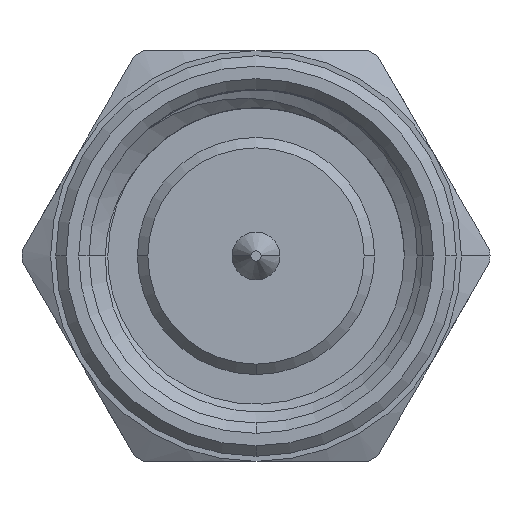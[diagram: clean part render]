
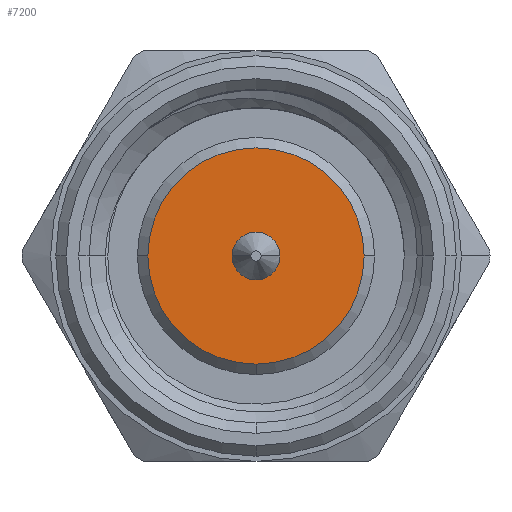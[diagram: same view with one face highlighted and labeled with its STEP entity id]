
A CAD part, left-side view. The second image highlights one B-rep face of the part: STEP entity #7200.
In plain terms, the highlighted planar face has unit normal (-1, 0, 0).
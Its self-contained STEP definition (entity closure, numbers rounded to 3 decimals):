
#12 = CARTESIAN_POINT ( 'NONE',  ( 3.15, -0.46, 0. ) ) ;
#79 = DIRECTION ( 'NONE',  ( 1., 0., 0. ) ) ;
#147 = FACE_OUTER_BOUND ( 'NONE', #542, .T. ) ;
#194 = PLANE ( 'NONE',  #1731 ) ;
#203 = AXIS2_PLACEMENT_3D ( 'NONE', #8137, #4969, #2048 ) ;
#542 = EDGE_LOOP ( 'NONE', ( #4118, #3773, #6002 ) ) ;
#600 = CARTESIAN_POINT ( 'NONE',  ( 3.15, 0., 0. ) ) ;
#772 = CARTESIAN_POINT ( 'NONE',  ( 3.15, 2.08, 0. ) ) ;
#783 = CARTESIAN_POINT ( 'NONE',  ( 3.15, 0., 0. ) ) ;
#954 = EDGE_CURVE ( 'NONE', #3794, #7668, #8017, .T. ) ;
#1192 = CARTESIAN_POINT ( 'NONE',  ( 3.15, 0.46, 0. ) ) ;
#1265 = EDGE_CURVE ( 'NONE', #7668, #3179, #3259, .T. ) ;
#1339 = DIRECTION ( 'NONE',  ( 0., -1., 0. ) ) ;
#1381 = DIRECTION ( 'NONE',  ( -1., 0., 0. ) ) ;
#1456 = CARTESIAN_POINT ( 'NONE',  ( 3.15, 0., 0. ) ) ;
#1731 = AXIS2_PLACEMENT_3D ( 'NONE', #1456, #3424, #6051 ) ;
#2048 = DIRECTION ( 'NONE',  ( 0., 1., 0. ) ) ;
#2424 = AXIS2_PLACEMENT_3D ( 'NONE', #4849, #4099, #4887 ) ;
#2599 = ORIENTED_EDGE ( 'NONE', *, *, #6266, .F. ) ;
#2625 = ORIENTED_EDGE ( 'NONE', *, *, #7578, .F. ) ;
#2655 = CARTESIAN_POINT ( 'NONE',  ( 3.15, 0., -2.08 ) ) ;
#2703 = AXIS2_PLACEMENT_3D ( 'NONE', #6652, #6482, #5822 ) ;
#3179 = VERTEX_POINT ( 'NONE', #2655 ) ;
#3259 = CIRCLE ( 'NONE', #2424, 2.08 ) ;
#3424 = DIRECTION ( 'NONE',  ( -1., 0., 0. ) ) ;
#3693 = AXIS2_PLACEMENT_3D ( 'NONE', #600, #1381, #1339 ) ;
#3773 = ORIENTED_EDGE ( 'NONE', *, *, #954, .F. ) ;
#3794 = VERTEX_POINT ( 'NONE', #772 ) ;
#4099 = DIRECTION ( 'NONE',  ( 1., 0., 0. ) ) ;
#4118 = ORIENTED_EDGE ( 'NONE', *, *, #1265, .F. ) ;
#4403 = AXIS2_PLACEMENT_3D ( 'NONE', #783, #79, #4757 ) ;
#4526 = CIRCLE ( 'NONE', #3693, 0.46 ) ;
#4757 = DIRECTION ( 'NONE',  ( 0., -1., 0. ) ) ;
#4849 = CARTESIAN_POINT ( 'NONE',  ( 3.15, 0., 0. ) ) ;
#4887 = DIRECTION ( 'NONE',  ( 0., -1., 0. ) ) ;
#4969 = DIRECTION ( 'NONE',  ( 1., 0., 0. ) ) ;
#5413 = EDGE_LOOP ( 'NONE', ( #2625, #2599 ) ) ;
#5673 = CIRCLE ( 'NONE', #4403, 2.08 ) ;
#5822 = DIRECTION ( 'NONE',  ( 0., 1., 0. ) ) ;
#6002 = ORIENTED_EDGE ( 'NONE', *, *, #8432, .F. ) ;
#6051 = DIRECTION ( 'NONE',  ( 0., 0., 1. ) ) ;
#6183 = FACE_BOUND ( 'NONE', #5413, .T. ) ;
#6266 = EDGE_CURVE ( 'NONE', #6962, #6993, #7885, .T. ) ;
#6482 = DIRECTION ( 'NONE',  ( -1., 0., 0. ) ) ;
#6652 = CARTESIAN_POINT ( 'NONE',  ( 3.15, 0., 0. ) ) ;
#6681 = CARTESIAN_POINT ( 'NONE',  ( 3.15, -2.08, 0. ) ) ;
#6962 = VERTEX_POINT ( 'NONE', #1192 ) ;
#6993 = VERTEX_POINT ( 'NONE', #12 ) ;
#7200 = ADVANCED_FACE ( 'NONE', ( #6183, #147 ), #194, .T. ) ;
#7578 = EDGE_CURVE ( 'NONE', #6993, #6962, #4526, .T. ) ;
#7668 = VERTEX_POINT ( 'NONE', #6681 ) ;
#7885 = CIRCLE ( 'NONE', #2703, 0.46 ) ;
#8017 = CIRCLE ( 'NONE', #203, 2.08 ) ;
#8137 = CARTESIAN_POINT ( 'NONE',  ( 3.15, 0., 0. ) ) ;
#8432 = EDGE_CURVE ( 'NONE', #3179, #3794, #5673, .T. ) ;
